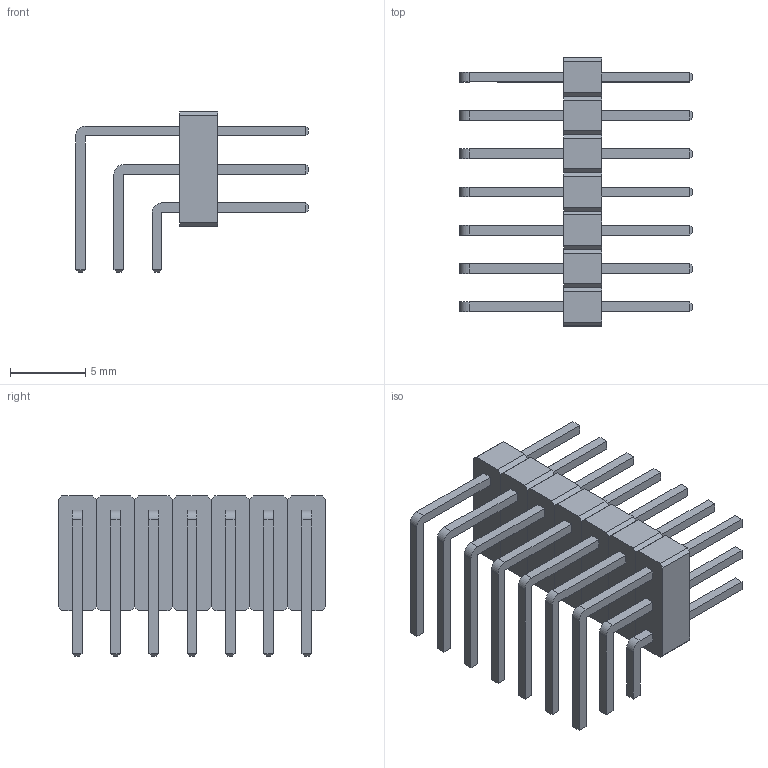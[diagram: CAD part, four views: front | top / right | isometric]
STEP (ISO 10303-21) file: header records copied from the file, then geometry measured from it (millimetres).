
FILE_DESCRIPTION(('FreeCAD Model'),'2;1');
FILE_NAME('Open CASCADE Shape Model','2022-01-07T05:07:54',( 'kicad StepUp'),('ksu MCAD'),'Open CASCADE STEP processor 7.5', 'FreeCAD','Unknown');
FILE_SCHEMA(('AUTOMOTIVE_DESIGN { 1 0 10303 214 1 1 1 1 }'));
Length unit declared in the file: millimetre
Products named in the file (1): PinHeader_3x07_P2.54mm_Horizontal
Bounding box: 15.44 x 17.78 x 10.62 mm (x, y, z)
Volume: 484.4 mm3; surface area: 1779.6 mm2
Topology: 28 solids, 28 shells, 511 faces, 1197 edges, 742 vertices
Faces by surface type: plane 490, cylinder 21
Entity records: 17983 total; most frequent: CARTESIAN_POINT 2451, ORIENTED_EDGE 2394, DIRECTION 2263, EDGE_CURVE 1197, LINE 1155, VECTOR 1155, VERTEX_POINT 742, AXIS2_PLACEMENT_3D 554
